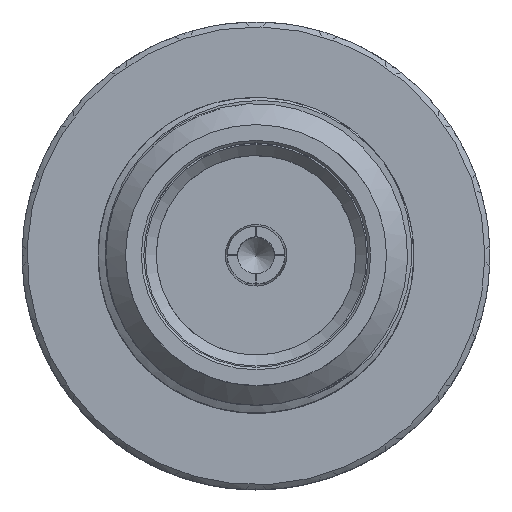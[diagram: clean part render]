
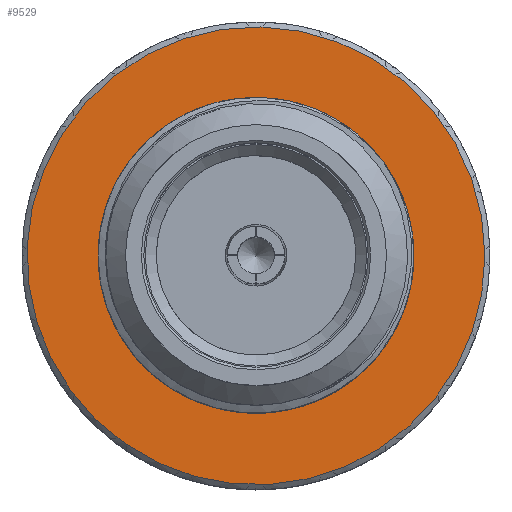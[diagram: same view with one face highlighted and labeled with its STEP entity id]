
A CAD part, top view. The second image highlights one B-rep face of the part: STEP entity #9529.
In plain terms, the highlighted planar face has unit normal (0, 0, 1).
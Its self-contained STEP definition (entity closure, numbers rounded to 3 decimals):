
#9529 = ADVANCED_FACE( '', ( #21110, #21111 ), #21112, .T. );
#21110 = FACE_OUTER_BOUND( '', #106906, .T. );
#21111 = FACE_BOUND( '', #106907, .T. );
#21112 = PLANE( '', #106908 );
#106906 = EDGE_LOOP( '', ( #186078 ) );
#106907 = EDGE_LOOP( '', ( #186079 ) );
#106908 = AXIS2_PLACEMENT_3D( '', #186080, #186081, #186082 );
#186078 = ORIENTED_EDGE( '', *, *, #207945, .T. );
#186079 = ORIENTED_EDGE( '', *, *, #201804, .T. );
#186080 = CARTESIAN_POINT( '', ( -1.625, 0., 3.9 ) );
#186081 = DIRECTION( '', ( 0., 0., 1. ) );
#186082 = DIRECTION( '', ( 1., 0., 0. ) );
#201804 = EDGE_CURVE( '', #217986, #217986, #217987, .F. );
#207945 = EDGE_CURVE( '', #226124, #226124, #226125, .T. );
#217986 = VERTEX_POINT( '', #260445 );
#217987 = CIRCLE( '', #260446, 2.65 );
#226124 = VERTEX_POINT( '', #304697 );
#226125 = CIRCLE( '', #304698, 4.65 );
#260445 = CARTESIAN_POINT( '', ( 2.65, 0., 3.9 ) );
#260446 = AXIS2_PLACEMENT_3D( '', #324557, #324558, #324559 );
#304697 = CARTESIAN_POINT( '', ( 4.65, 0., 3.9 ) );
#304698 = AXIS2_PLACEMENT_3D( '', #325448, #325449, #325450 );
#324557 = CARTESIAN_POINT( '', ( 0., 0., 3.9 ) );
#324558 = DIRECTION( '', ( 0., 0., 1. ) );
#324559 = DIRECTION( '', ( 1., 0., 0. ) );
#325448 = CARTESIAN_POINT( '', ( 0., 0., 3.9 ) );
#325449 = DIRECTION( '', ( 0., 0., 1. ) );
#325450 = DIRECTION( '', ( 1., 0., 0. ) );
